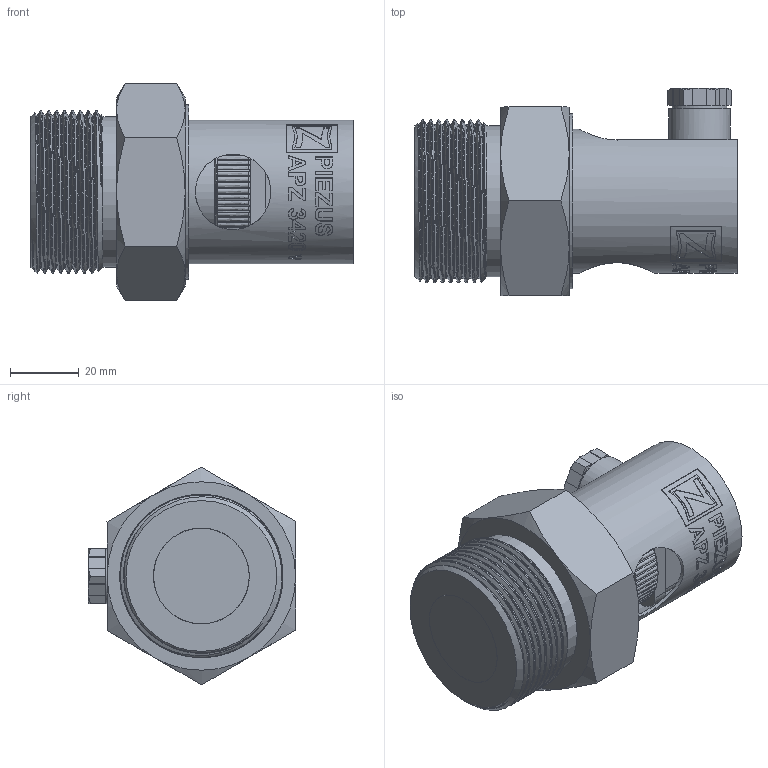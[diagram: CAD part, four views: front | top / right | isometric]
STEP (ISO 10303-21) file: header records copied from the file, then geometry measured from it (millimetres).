
FILE_DESCRIPTION(/* description */ (''),/* implementation_level */ '2;1');
FILE_NAME(/* name */ 'APZ3420v_G1-1''4_1.step',/* time_stamp */ '2021-07-13T17:01:56+03:00',/* author */ (''),/* organization */ (''),/* preprocessor_version */ 'ST-DEVELOPER v18.1',/* originating_system */ 'Autodesk Translation Framework v10.9.0.1377',/* authorisation */ '');
FILE_SCHEMA (('AUTOMOTIVE_DESIGN { 1 0 10303 214 3 1 1 }'));
Products named in the file (6): АПЗ 3420 v - filled; OMAL nut M27x1.5 v8; DIN 43650A female part 28 mm high v6; DIN 43650A male Hirshmann round base v3; МР00-01.266.412.125 v5; МР00-01.266.410.125 v6
Assembly tree (5 placements, depth 2):
  АПЗ 3420 v - filled
    OMAL nut M27x1.5 v8
    DIN 43650A female part 28 mm high v6
    DIN 43650A male Hirshmann round base v3
    МР00-01.266.412.125 v5
    МР00-01.266.410.125 v6
Bounding box: 94 x 60.56 x 63.51 mm (x, y, z)
Volume: 130732.4 mm3; surface area: 44674.9 mm2
Topology: 5 solids, 6 shells, 1418 faces, 3891 edges, 2589 vertices
Faces by surface type: plane 573, bspline 561, cylinder 229, cone 31, torus 18, sphere 6
Full cylindrical faces by diameter (mm): 1.6 x4, 1.65 x4, 2 x2, 2.2 x1, 2.537 x6, 2.579 x1, 2.938 x10, 3.2 x1, 5 x1, 6 x1, 7.8 x1, 8 x1, 10 x1, 16 x1, 18 x1, 20 x1, 21 x1, 21.4 x2, 22 x2, 22.5 x1, 24.4 x1, 25.132 x4, 25.526 x4, 25.7 x1, 26.5 x5, 27.208 x5, 27.9 x1, 28 x2, 40 x1, 42 x2
Entity records: 68578 total; most frequent: CARTESIAN_POINT 36339, ORIENTED_EDGE 7778, DIRECTION 4684, EDGE_CURVE 3889, VERTEX_POINT 2589, LINE 1854, VECTOR 1854, EDGE_LOOP 1546
